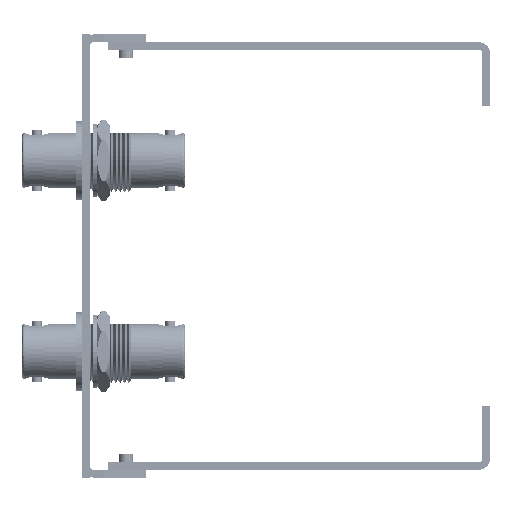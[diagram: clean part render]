
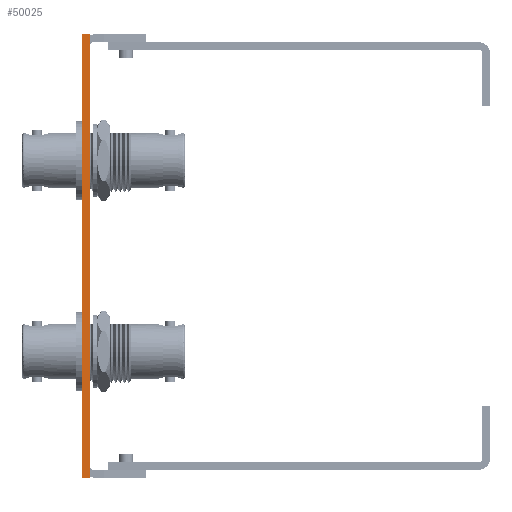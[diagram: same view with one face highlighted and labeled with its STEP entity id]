
A CAD part, left-side view. The second image highlights one B-rep face of the part: STEP entity #50025.
In plain terms, the highlighted planar face has unit normal (-1, 0, 0).
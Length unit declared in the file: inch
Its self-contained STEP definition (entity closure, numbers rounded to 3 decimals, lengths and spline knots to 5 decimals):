
#4695 = VECTOR ( 'NONE', #61718, 39.37008 ) ;
#5410 = DIRECTION ( 'NONE',  ( -1., 0., 0. ) ) ;
#6912 = DIRECTION ( 'NONE',  ( 0., 1., 0. ) ) ;
#11983 = CARTESIAN_POINT ( 'NONE',  ( -9.5, -38.63213, 1.74 ) ) ;
#12486 = LINE ( 'NONE', #11983, #73791 ) ;
#12824 = CARTESIAN_POINT ( 'NONE',  ( -9.5, 0., 1.74 ) ) ;
#12986 = VECTOR ( 'NONE', #68902, 39.37008 ) ;
#18593 = DIRECTION ( 'NONE',  ( 0., 0., 1. ) ) ;
#19309 = ORIENTED_EDGE ( 'NONE', *, *, #21180, .T. ) ;
#21180 = EDGE_CURVE ( 'NONE', #28564, #62992, #12486, .T. ) ;
#21389 = CARTESIAN_POINT ( 'NONE',  ( -9.5, 0., 1.74 ) ) ;
#21840 = LINE ( 'NONE', #67547, #4695 ) ;
#23179 = LINE ( 'NONE', #12824, #36671 ) ;
#28564 = VERTEX_POINT ( 'NONE', #21389 ) ;
#28571 = CARTESIAN_POINT ( 'NONE',  ( -9.5, -38.63213, -1.74 ) ) ;
#29669 = FACE_OUTER_BOUND ( 'NONE', #60817, .T. ) ;
#29728 = VERTEX_POINT ( 'NONE', #46863 ) ;
#30218 = ORIENTED_EDGE ( 'NONE', *, *, #60801, .T. ) ;
#32131 = ORIENTED_EDGE ( 'NONE', *, *, #57100, .F. ) ;
#34138 = CARTESIAN_POINT ( 'NONE',  ( -9.5, -38.63213, 1.74 ) ) ;
#36671 = VECTOR ( 'NONE', #18593, 39.37008 ) ;
#39866 = PLANE ( 'NONE',  #69366 ) ;
#45675 = DIRECTION ( 'NONE',  ( 0., 0., 1. ) ) ;
#46863 = CARTESIAN_POINT ( 'NONE',  ( -9.5, 0.06, -1.74 ) ) ;
#50025 = ADVANCED_FACE ( 'NONE', ( #29669 ), #39866, .T. ) ;
#50814 = CARTESIAN_POINT ( 'NONE',  ( -9.5, 0., -1.74 ) ) ;
#52214 = EDGE_CURVE ( 'NONE', #74489, #29728, #57154, .T. ) ;
#57100 = EDGE_CURVE ( 'Edge2', #29728, #62992, #21840, .T. ) ;
#57154 = LINE ( 'NONE', #28571, #12986 ) ;
#60801 = EDGE_CURVE ( 'NONE', #74489, #28564, #23179, .T. ) ;
#60817 = EDGE_LOOP ( 'NONE', ( #32131, #69112, #30218, #19309 ) ) ;
#61718 = DIRECTION ( 'NONE',  ( 0., 0., 1. ) ) ;
#62992 = VERTEX_POINT ( 'NONE', #69376 ) ;
#67547 = CARTESIAN_POINT ( 'NONE',  ( -9.5, 0.06, 1.74 ) ) ;
#68902 = DIRECTION ( 'NONE',  ( 0., 1., 0. ) ) ;
#69112 = ORIENTED_EDGE ( 'NONE', *, *, #52214, .F. ) ;
#69366 = AXIS2_PLACEMENT_3D ( 'NONE', #34138, #5410, #45675 ) ;
#69376 = CARTESIAN_POINT ( 'NONE',  ( -9.5, 0.06, 1.74 ) ) ;
#73791 = VECTOR ( 'NONE', #6912, 39.37008 ) ;
#74489 = VERTEX_POINT ( 'NONE', #50814 ) ;
